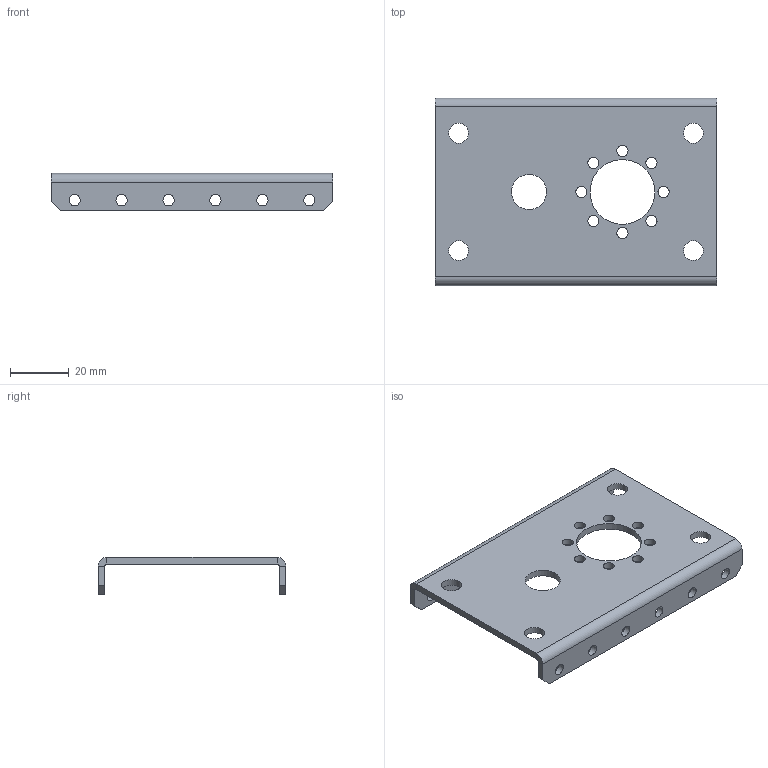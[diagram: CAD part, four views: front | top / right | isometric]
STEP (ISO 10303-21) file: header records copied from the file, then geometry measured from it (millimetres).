
FILE_DESCRIPTION (( 'STEP AP214' ), '1' );
FILE_NAME ('am-3745 PicoBox Orbital MEO Plate REV3.STEP', '2019-07-23T19:20:38', ( '' ), ( '' ), 'SwSTEP 2.0', 'SolidWorks 2019', '' );
FILE_SCHEMA (( 'AUTOMOTIVE_DESIGN' ));
Length unit declared in the file: inch
Products named in the file (1): am-3745 PicoBox Orbital MEO Plate REV3
Bounding box: 96 x 64 x 12.7 mm (x, y, z)
Volume: 16235.3 mm3; surface area: 15992.3 mm2
Topology: 1 solids, 1 shells, 52 faces, 153 edges, 103 vertices
Faces by surface type: cylinder 30, plane 22
Full cylindrical faces by diameter (mm): 3.81 x20, 6.756 x4, 12 x1, 22.05 x1
Entity records: 1604 total; most frequent: DIRECTION 274, CARTESIAN_POINT 245, ORIENTED_EDGE 216, EDGE_LOOP 130, AXIS2_PLACEMENT_3D 113, EDGE_CURVE 108, VERTEX_POINT 84, FACE_OUTER_BOUND 78
